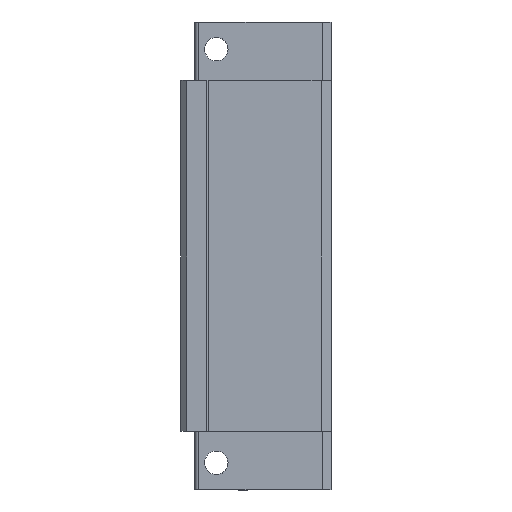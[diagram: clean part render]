
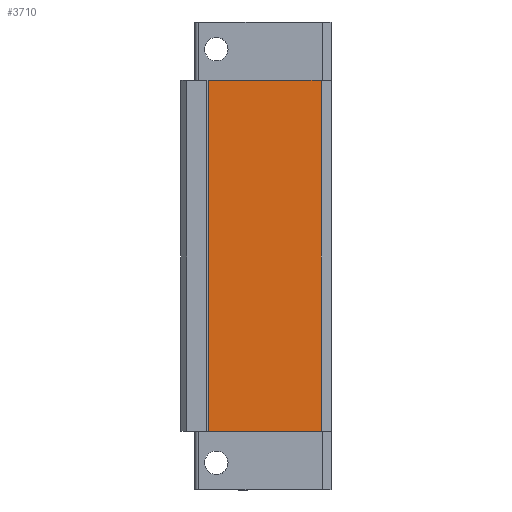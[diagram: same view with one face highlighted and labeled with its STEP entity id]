
A CAD part, left-side view. The second image highlights one B-rep face of the part: STEP entity #3710.
In plain terms, the highlighted planar face has unit normal (-1, 0, 0).
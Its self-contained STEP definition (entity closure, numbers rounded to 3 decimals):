
#34 = AXIS2_PLACEMENT_3D ( 'NONE', #9704, #9710, #9711 ) ;
#346 = VERTEX_POINT ( 'NONE', #1423 ) ;
#347 = VERTEX_POINT ( 'NONE', #1424 ) ;
#353 = VERTEX_POINT ( 'NONE', #1430 ) ;
#365 = VERTEX_POINT ( 'NONE', #1442 ) ;
#1423 = CARTESIAN_POINT ( 'NONE',  ( -29.6, -7., 44.7 ) ) ;
#1424 = CARTESIAN_POINT ( 'NONE',  ( -29.6, -7., -44.7 ) ) ;
#1430 = CARTESIAN_POINT ( 'NONE',  ( -29.6, -35.75, 44.7 ) ) ;
#1442 = CARTESIAN_POINT ( 'NONE',  ( -29.6, -35.75, -44.7 ) ) ;
#1729 = EDGE_LOOP ( 'NONE', ( #4122, #4123, #4124, #4125 ) ) ;
#3553 = EDGE_CURVE ( 'NONE', #347, #346, #8721, .T. ) ;
#3591 = EDGE_CURVE ( 'NONE', #347, #365, #8782, .T. ) ;
#3593 = EDGE_CURVE ( 'NONE', #365, #353, #8800, .T. ) ;
#3595 = EDGE_CURVE ( 'NONE', #346, #353, #8792, .T. ) ;
#3710 = ADVANCED_FACE ( 'NONE', ( #8950 ), #9701, .F. ) ;
#4122 = ORIENTED_EDGE ( 'NONE', *, *, #3595, .F. ) ;
#4123 = ORIENTED_EDGE ( 'NONE', *, *, #3553, .F. ) ;
#4124 = ORIENTED_EDGE ( 'NONE', *, *, #3591, .T. ) ;
#4125 = ORIENTED_EDGE ( 'NONE', *, *, #3593, .T. ) ;
#8721 = LINE ( 'NONE', #9299, #8722 ) ;
#8722 = VECTOR ( 'NONE', #9300, 1000. ) ;
#8782 = LINE ( 'NONE', #9369, #8797 ) ;
#8792 = LINE ( 'NONE', #9383, #8803 ) ;
#8797 = VECTOR ( 'NONE', #9376, 1000. ) ;
#8800 = LINE ( 'NONE', #9379, #8801 ) ;
#8801 = VECTOR ( 'NONE', #9380, 1000. ) ;
#8803 = VECTOR ( 'NONE', #9384, 1000. ) ;
#8950 = FACE_OUTER_BOUND ( 'NONE', #1729, .T. ) ;
#9299 = CARTESIAN_POINT ( 'NONE',  ( -29.6, -7., 53.64 ) ) ;
#9300 = DIRECTION ( 'NONE',  ( 0., 0., 1. ) ) ;
#9369 = CARTESIAN_POINT ( 'NONE',  ( -29.6, 0., -44.7 ) ) ;
#9376 = DIRECTION ( 'NONE',  ( 0., -1., 0. ) ) ;
#9379 = CARTESIAN_POINT ( 'NONE',  ( -29.6, -35.75, 53.64 ) ) ;
#9380 = DIRECTION ( 'NONE',  ( 0., 0., 1. ) ) ;
#9383 = CARTESIAN_POINT ( 'NONE',  ( -29.6, 0., 44.7 ) ) ;
#9384 = DIRECTION ( 'NONE',  ( 0., -1., 0. ) ) ;
#9701 = PLANE ( 'NONE',  #34 ) ;
#9704 = CARTESIAN_POINT ( 'NONE',  ( -29.6, -35.75, 53.64 ) ) ;
#9710 = DIRECTION ( 'NONE',  ( 1., 0., 0. ) ) ;
#9711 = DIRECTION ( 'NONE',  ( 0., 0., -1. ) ) ;
